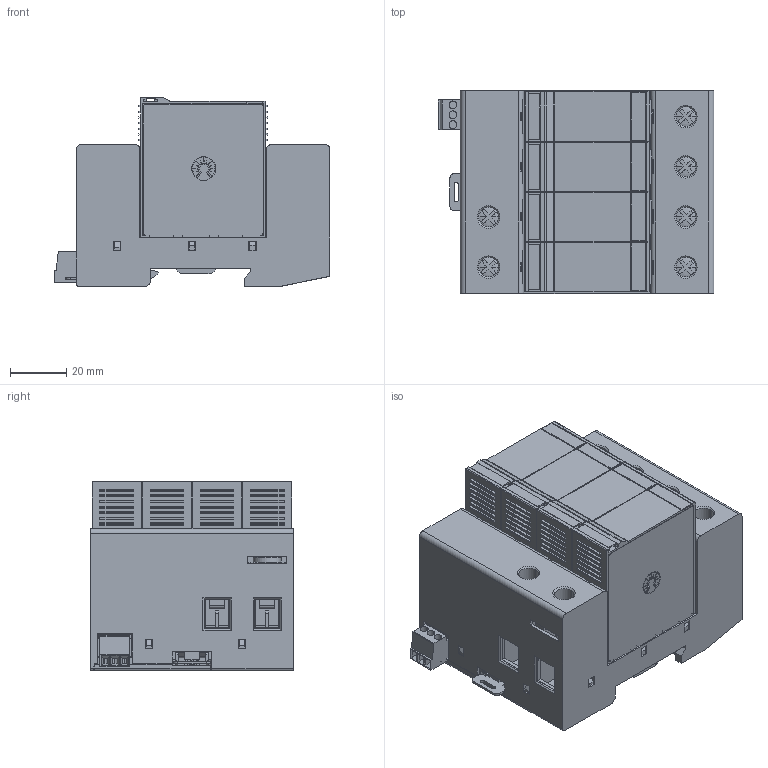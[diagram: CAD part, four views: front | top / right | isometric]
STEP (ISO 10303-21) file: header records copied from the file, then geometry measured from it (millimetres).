
FILE_DESCRIPTION(('Creo Elements/Direct Modeling STEP Export'),'2;1');
FILE_NAME('DS44S.stp','2012-10-11T 9:31:46',(''),(''),'Creo Elements/Direct Modeling STEP processor for AP214 (Solid Model)','Creo Elements/Direct Modeling 18.1A 09-Jun-2012 (C) Parametric Technology GmbH','');
FILE_SCHEMA(('AUTOMOTIVE_DESIGN { 1 0 10303 214 1 1 1 1 }'));
Length unit declared in the file: millimetre
Products named in the file (20): PTB350B-00-03-3; PTB350S-05-03-3; signalisation; couvercle; vism5_12; ligne4; ligne1; p3; vism5_12_2; terre; connexion-DS40; agrafe; ressort_travail; DSB4S; label; boitier_dsm; fenêtre; DSM40; DSB44S
Assembly tree (24 placements, depth 5):
  DSB44S
    DSM40  x4
      fenêtre
      boitier_dsm
      label
    DSB4S
      ressort_travail
      agrafe
      connexion-DS40
        ligne1  x3
          vism5_12
        terre
          vism5_12_2
          p3
        ligne4
          vism5_12
      couvercle
      signalisation
        PTB350S-05-03-3
        PTB350B-00-03-3
Bounding box: 97.95 x 72 x 67.4 mm (x, y, z)
Volume: 97902.1 mm3; surface area: 162507.3 mm2
Topology: 23 solids, 23 shells, 3032 faces, 8469 edges, 5556 vertices
Faces by surface type: plane 2572, cylinder 371, cone 52, sphere 17, torus 12, bspline 8
Entity records: 71585 total; most frequent: CARTESIAN_POINT 18134, ORIENTED_EDGE 11682, DIRECTION 9728, EDGE_CURVE 5841, VECTOR 5046, LINE 5046, VERTEX_POINT 3832, AXIS2_PLACEMENT_3D 2341
